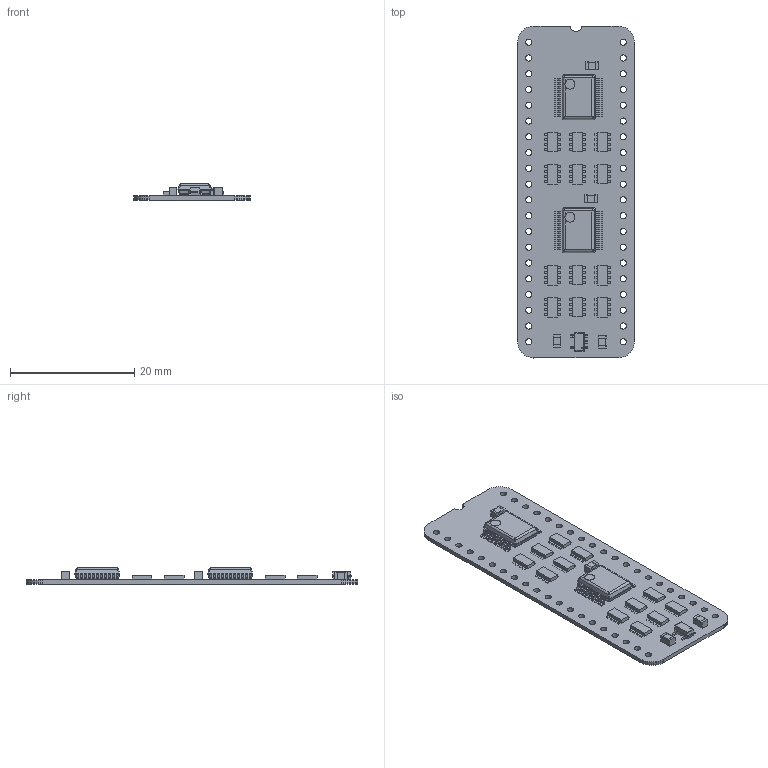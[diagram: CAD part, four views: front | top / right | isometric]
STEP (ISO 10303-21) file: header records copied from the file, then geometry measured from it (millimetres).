
FILE_DESCRIPTION(('KiCad electronic assembly'),'2;1');
FILE_NAME('Address Buffer 16bit.step','2024-02-16T13:31:51',('Pcbnew'),( 'Kicad'),'Open CASCADE STEP processor 7.6','KiCad to STEP converter' ,'Unknown');
FILE_SCHEMA(('AUTOMOTIVE_DESIGN { 1 0 10303 214 1 1 1 1 }'));
Length unit declared in the file: millimetre
Products named in the file (10): Address Buffer 16bit 1; CAY16-470J4LF; COMPOUND; SN74ABT245BDBR; C_0805_2012Metric; SOLID; AP7365-33WG-7; Address Buffer 16bit PCB
Assembly tree (24 placements, depth 3):
  Address Buffer 16bit 1
    CAY16-470J4LF  x12
      COMPOUND
    SN74ABT245BDBR  x2
      COMPOUND
    C_0805_2012Metric  x4
      SOLID
    AP7365-33WG-7
      COMPOUND
    Address Buffer 16bit PCB
Bounding box: 18.8 x 53.49 x 2.63 mm (x, y, z)
Volume: 844.8 mm3; surface area: 2744.2 mm2
Topology: 161 solids, 161 shells, 1613 faces, 3782 edges, 2500 vertices
Faces by surface type: plane 1281, cylinder 316, bspline 16
Full cylindrical faces by diameter (mm): 0.2 x1, 1 x40
Entity records: 42720 total; most frequent: CARTESIAN_POINT 10608, DIRECTION 5918, LINE 3921, VECTOR 3921, ORIENTED_EDGE 3106, PCURVE 3106, DEFINITIONAL_REPRESENTATION 3106, EDGE_CURVE 1553
